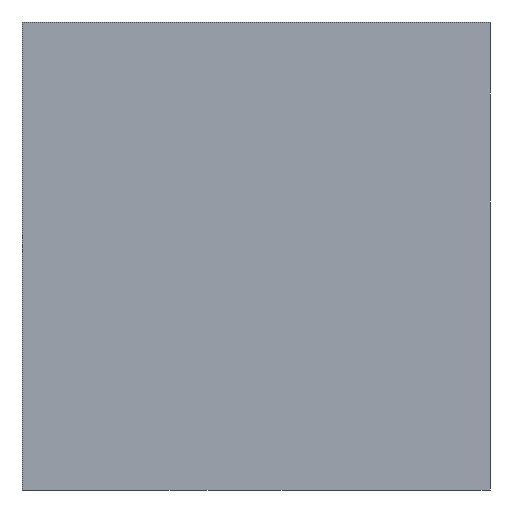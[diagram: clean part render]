
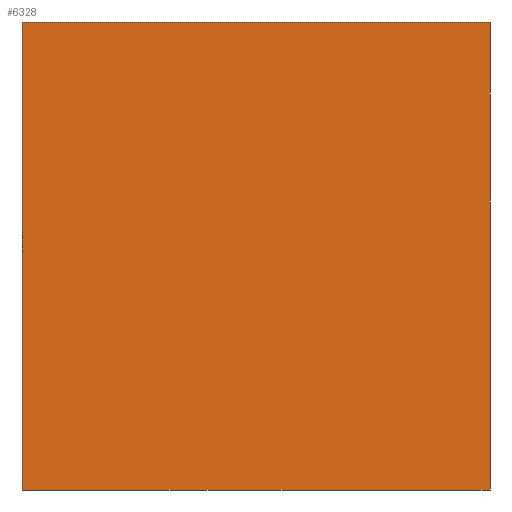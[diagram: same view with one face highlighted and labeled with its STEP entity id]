
A CAD part, front view. The second image highlights one B-rep face of the part: STEP entity #6328.
In plain terms, the highlighted planar face has unit normal (0, -1, 0).
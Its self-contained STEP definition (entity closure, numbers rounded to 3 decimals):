
#1=DIRECTION('',(0.,0.,1.));
#2=VECTOR('',#1,24.);
#3=CARTESIAN_POINT('',(-12.,0.,-12.));
#4=LINE('',#3,#2);
#5=DIRECTION('',(1.,0.,0.));
#6=VECTOR('',#5,24.);
#7=CARTESIAN_POINT('',(-12.,0.,12.));
#8=LINE('',#7,#6);
#9=DIRECTION('',(0.,0.,-1.));
#10=VECTOR('',#9,24.);
#11=CARTESIAN_POINT('',(12.,0.,12.));
#12=LINE('',#11,#10);
#13=DIRECTION('',(-1.,0.,0.));
#14=VECTOR('',#13,24.);
#15=CARTESIAN_POINT('',(12.,0.,-12.));
#16=LINE('',#15,#14);
#4825=CARTESIAN_POINT('',(-12.,0.,-12.));
#4826=CARTESIAN_POINT('',(-12.,0.,12.));
#4827=VERTEX_POINT('',#4825);
#4828=VERTEX_POINT('',#4826);
#4829=CARTESIAN_POINT('',(12.,0.,12.));
#4830=VERTEX_POINT('',#4829);
#4831=CARTESIAN_POINT('',(12.,0.,-12.));
#4832=VERTEX_POINT('',#4831);
#6313=CARTESIAN_POINT('',(0.,0.,0.));
#6314=DIRECTION('',(0.,1.,0.));
#6315=DIRECTION('',(1.,0.,0.));
#6316=AXIS2_PLACEMENT_3D('',#6313,#6314,#6315);
#6317=PLANE('',#6316);
#6319=ORIENTED_EDGE('',*,*,#6318,.T.);
#6321=ORIENTED_EDGE('',*,*,#6320,.T.);
#6323=ORIENTED_EDGE('',*,*,#6322,.T.);
#6325=ORIENTED_EDGE('',*,*,#6324,.T.);
#6326=EDGE_LOOP('',(#6319,#6321,#6323,#6325));
#6327=FACE_OUTER_BOUND('',#6326,.F.);
#6328=ADVANCED_FACE('',(#6327),#6317,.F.);
#6318=EDGE_CURVE('',#4827,#4828,#4,.T.);
#6320=EDGE_CURVE('',#4828,#4830,#8,.T.);
#6322=EDGE_CURVE('',#4830,#4832,#12,.T.);
#6324=EDGE_CURVE('',#4832,#4827,#16,.T.);
